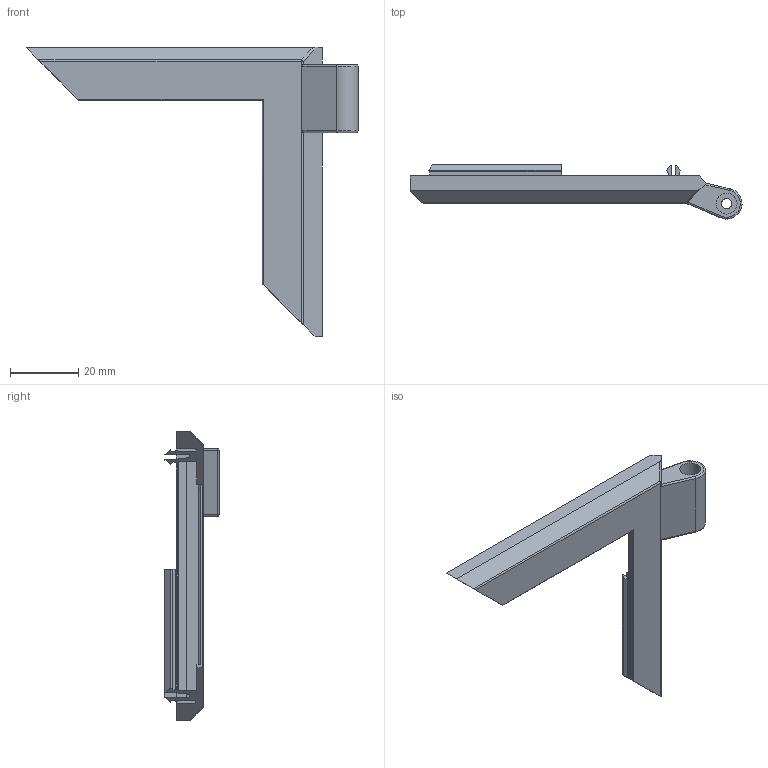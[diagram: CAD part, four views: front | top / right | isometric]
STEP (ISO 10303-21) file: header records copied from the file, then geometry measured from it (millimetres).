
FILE_DESCRIPTION(/* description */ (''),/* implementation_level */ '2;1');
FILE_NAME(/* name */ 'zp_hinge_bottom_fixed_v3_x1.step',/* time_stamp */ '2026-01-15T16:40:30-05:00',/* author */ (''),/* organization */ (''),/* preprocessor_version */ 'ST-DEVELOPER v20.1',/* originating_system */ 'Autodesk Translation Framework v14.21.0.0',/* authorisation */ '');
FILE_SCHEMA (('AUTOMOTIVE_DESIGN { 1 0 10303 214 3 1 1 }'));
Length unit declared in the file: millimetre
Products named in the file (1): ZeroPanels v3
Bounding box: 97.53 x 15.88 x 84.9 mm (x, y, z)
Volume: 12730.9 mm3; surface area: 10139.2 mm2
Topology: 1 solids, 1 shells, 101 faces, 266 edges, 169 vertices
Faces by surface type: plane 79, cylinder 19, torus 2, sphere 1
Full cylindrical faces by diameter (mm): 3 x1, 6.1 x2
Entity records: 3102 total; most frequent: CARTESIAN_POINT 559, ORIENTED_EDGE 532, DIRECTION 506, EDGE_CURVE 266, LINE 226, VECTOR 226, VERTEX_POINT 169, AXIS2_PLACEMENT_3D 140
